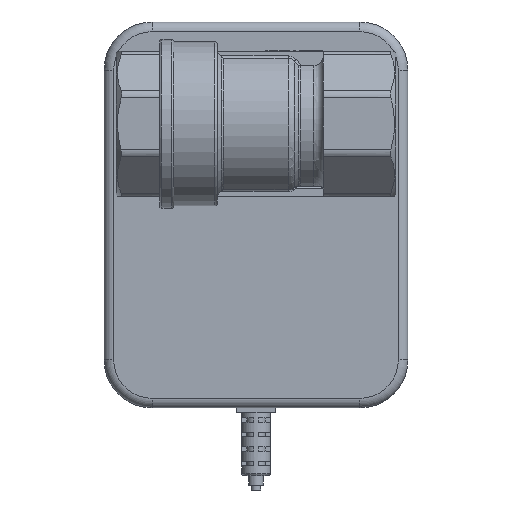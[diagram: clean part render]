
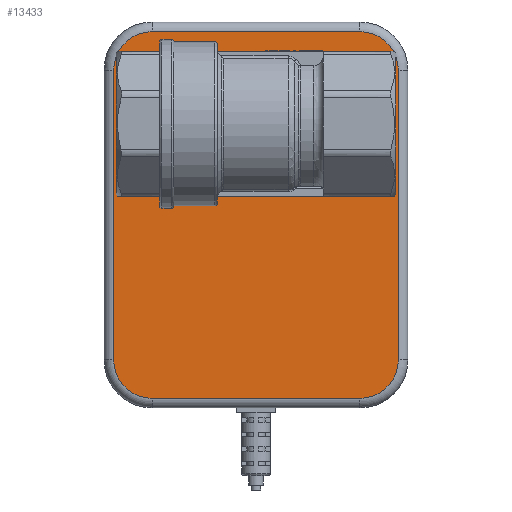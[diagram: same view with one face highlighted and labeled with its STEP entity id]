
A CAD part, front view. The second image highlights one B-rep face of the part: STEP entity #13433.
In plain terms, the highlighted planar face has unit normal (0, -1, 0).
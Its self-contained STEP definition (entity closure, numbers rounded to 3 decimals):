
#304=FACE_BOUND('',#3868,.T.);
#658=PLANE('',#14479);
#1439=LINE('',#21650,#2384);
#1440=LINE('',#21658,#2385);
#1441=LINE('',#21667,#2386);
#1443=LINE('',#21676,#2388);
#2384=VECTOR('',#16901,10.);
#2385=VECTOR('',#16912,10.);
#2386=VECTOR('',#16925,10.);
#2388=VECTOR('',#16937,10.);
#3146=FACE_OUTER_BOUND('',#3867,.T.);
#3867=EDGE_LOOP('',(#11085,#11086,#11087,#11088,#11089,#11090,#11091,#11092));
#3868=EDGE_LOOP('',(#11093));
#4748=CIRCLE('',#14251,10.);
#4846=CIRCLE('',#14457,8.);
#4850=CIRCLE('',#14463,8.);
#4854=CIRCLE('',#14469,8.);
#4858=CIRCLE('',#14475,8.);
#5734=VERTEX_POINT('',#21083);
#5915=VERTEX_POINT('',#21642);
#5916=VERTEX_POINT('',#21644);
#5917=VERTEX_POINT('',#21648);
#5918=VERTEX_POINT('',#21652);
#5919=VERTEX_POINT('',#21656);
#5920=VERTEX_POINT('',#21660);
#5921=VERTEX_POINT('',#21665);
#5922=VERTEX_POINT('',#21669);
#7410=EDGE_CURVE('',#5734,#5734,#4748,.T.);
#7680=EDGE_CURVE('',#5915,#5916,#4846,.T.);
#7683=EDGE_CURVE('',#5916,#5917,#1439,.T.);
#7685=EDGE_CURVE('',#5917,#5918,#4850,.T.);
#7687=EDGE_CURVE('',#5918,#5919,#1440,.T.);
#7690=EDGE_CURVE('',#5919,#5920,#4854,.T.);
#7692=EDGE_CURVE('',#5920,#5921,#1441,.T.);
#7695=EDGE_CURVE('',#5921,#5922,#4858,.T.);
#7697=EDGE_CURVE('',#5922,#5915,#1443,.T.);
#11085=ORIENTED_EDGE('',*,*,#7680,.F.);
#11086=ORIENTED_EDGE('',*,*,#7697,.F.);
#11087=ORIENTED_EDGE('',*,*,#7695,.F.);
#11088=ORIENTED_EDGE('',*,*,#7692,.F.);
#11089=ORIENTED_EDGE('',*,*,#7690,.F.);
#11090=ORIENTED_EDGE('',*,*,#7687,.F.);
#11091=ORIENTED_EDGE('',*,*,#7685,.F.);
#11092=ORIENTED_EDGE('',*,*,#7683,.F.);
#11093=ORIENTED_EDGE('',*,*,#7410,.T.);
#13433=ADVANCED_FACE('',(#3146,#304),#658,.F.);
#14251=AXIS2_PLACEMENT_3D('',#21085,#16309,#16310);
#14457=AXIS2_PLACEMENT_3D('',#21645,#16893,#16894);
#14463=AXIS2_PLACEMENT_3D('',#21654,#16906,#16907);
#14469=AXIS2_PLACEMENT_3D('',#21663,#16919,#16920);
#14475=AXIS2_PLACEMENT_3D('',#21673,#16932,#16933);
#14479=AXIS2_PLACEMENT_3D('',#21680,#16943,#16944);
#16309=DIRECTION('center_axis',(0.,1.,0.));
#16310=DIRECTION('ref_axis',(1.,0.,0.));
#16893=DIRECTION('center_axis',(0.,1.,0.));
#16894=DIRECTION('ref_axis',(0.707,0.,-0.707));
#16901=DIRECTION('',(-1.,0.,0.));
#16906=DIRECTION('center_axis',(0.,1.,0.));
#16907=DIRECTION('ref_axis',(-0.707,0.,-0.707));
#16912=DIRECTION('',(0.,0.,1.));
#16919=DIRECTION('center_axis',(0.,1.,0.));
#16920=DIRECTION('ref_axis',(-0.707,0.,0.707));
#16925=DIRECTION('',(1.,0.,0.));
#16932=DIRECTION('center_axis',(0.,1.,0.));
#16933=DIRECTION('ref_axis',(0.707,0.,0.707));
#16937=DIRECTION('',(0.,0.,-1.));
#16943=DIRECTION('center_axis',(0.,1.,0.));
#16944=DIRECTION('ref_axis',(0.,0.,1.));
#21083=CARTESIAN_POINT('',(-10.,0.,-18.883));
#21085=CARTESIAN_POINT('Origin',(0.,0.,-18.883));
#21642=CARTESIAN_POINT('',(29.5,0.,-30.));
#21644=CARTESIAN_POINT('',(21.5,0.,-38.));
#21645=CARTESIAN_POINT('Origin',(21.5,0.,-30.));
#21648=CARTESIAN_POINT('',(-21.5,0.,-38.));
#21650=CARTESIAN_POINT('',(10.75,0.,-38.));
#21652=CARTESIAN_POINT('',(-29.5,0.,-30.));
#21654=CARTESIAN_POINT('Origin',(-21.5,0.,-30.));
#21656=CARTESIAN_POINT('',(-29.5,0.,30.));
#21658=CARTESIAN_POINT('',(-29.5,0.,-15.));
#21660=CARTESIAN_POINT('',(-21.5,0.,38.));
#21663=CARTESIAN_POINT('Origin',(-21.5,0.,30.));
#21665=CARTESIAN_POINT('',(21.5,0.,38.));
#21667=CARTESIAN_POINT('',(-10.75,0.,38.));
#21669=CARTESIAN_POINT('',(29.5,0.,30.));
#21673=CARTESIAN_POINT('Origin',(21.5,0.,30.));
#21676=CARTESIAN_POINT('',(29.5,0.,15.));
#21680=CARTESIAN_POINT('Origin',(0.,0.,0.));
